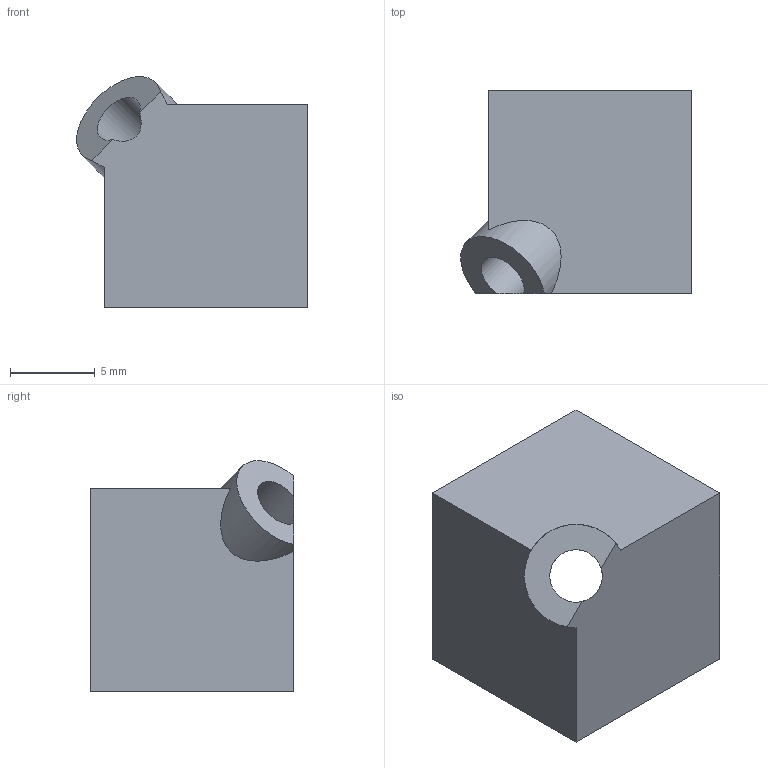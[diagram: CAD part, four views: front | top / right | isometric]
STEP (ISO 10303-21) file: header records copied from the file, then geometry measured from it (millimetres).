
FILE_DESCRIPTION(('STEP AP242'), '1');
FILE_NAME('赶鎀鍧 _ 扷摙僗 昉', '', ('UNSPECIFIED'), ('UNSPECIFIED'), 'C3D Converter', 'C3D Toolkit', '');
FILE_SCHEMA(('AP242_MANAGED_MODEL_BASED_3D_ENGINEERING_MIM_LF { 1 0 10303 442 1 1 4 }'));
Length unit declared in the file: millimetre
Products named in the file (1): Кубсат МД
Bounding box: 13.62 x 12 x 13.62 mm (x, y, z)
Volume: 720.3 mm3; surface area: 889.2 mm2
Topology: 1 solids, 1 shells, 12 faces, 36 edges, 24 vertices
Faces by surface type: plane 10, cylinder 2
Full cylindrical faces by diameter (mm): 3.1 x1
Entity records: 441 total; most frequent: CARTESIAN_POINT 102, ORIENTED_EDGE 70, DIRECTION 53, EDGE_CURVE 35, VERTEX_POINT 24, LINE 23, VECTOR 23, AXIS2_PLACEMENT_3D 15
